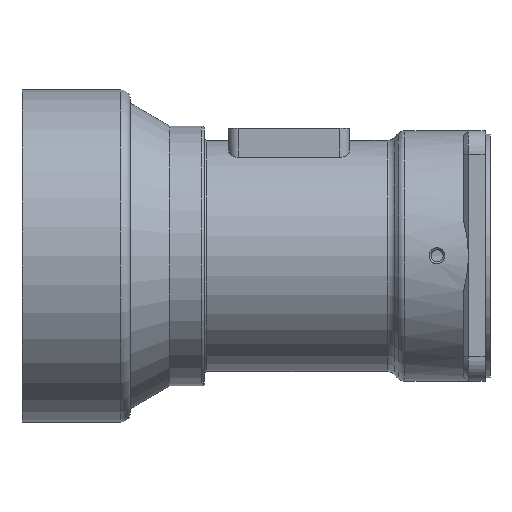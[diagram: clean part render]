
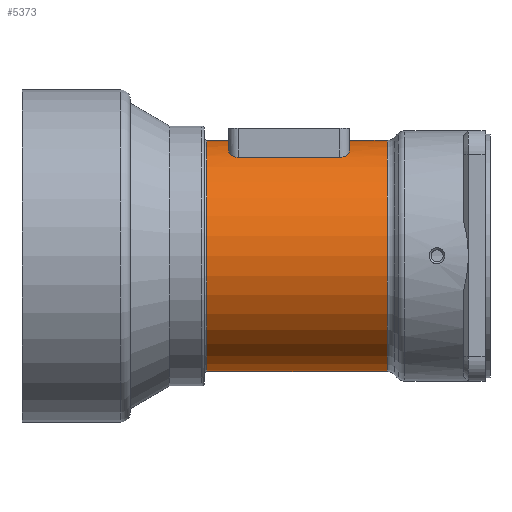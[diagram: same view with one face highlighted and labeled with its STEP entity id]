
A CAD part, top view. The second image highlights one B-rep face of the part: STEP entity #5373.
In plain terms, the highlighted cylindrical face has radius 24 mm (diameter 48 mm), a partial arc.
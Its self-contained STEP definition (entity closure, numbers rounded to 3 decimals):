
#69 = CARTESIAN_POINT ( 'NONE',  ( 45., 20.488, 12.5 ) ) ;
#104 = LINE ( 'NONE', #5751, #5540 ) ;
#114 = VERTEX_POINT ( 'NONE', #2593 ) ;
#316 = B_SPLINE_CURVE_WITH_KNOTS ( 'NONE', 3,
 ( #5950, #5881, #2382, #4487, #4861, #5919, #6536, #2824, #4453, #5363, #697, #3851, #4393, #2783, #2864, #1835, #775, #5504 ),
 .UNSPECIFIED., .F., .F.,
 ( 4, 2, 2, 2, 2, 2, 2, 2, 4 ),
 ( 0.01, 0.01, 0.011, 0.011, 0.012, 0.012, 0.012, 0.013, 0.013 ),
 .UNSPECIFIED. ) ;
#383 = VERTEX_POINT ( 'NONE', #4125 ) ;
#387 = VERTEX_POINT ( 'NONE', #1541 ) ;
#445 = CIRCLE ( 'NONE', #5126, 24. ) ;
#517 = AXIS2_PLACEMENT_3D ( 'NONE', #4194, #3209, #6156 ) ;
#695 = CIRCLE ( 'NONE', #2456, 24. ) ;
#697 = CARTESIAN_POINT ( 'NONE',  ( 67.268, 20.754, 12.053 ) ) ;
#738 = CIRCLE ( 'NONE', #517, 24. ) ;
#754 = CARTESIAN_POINT ( 'NONE',  ( 75.89, -24., 0. ) ) ;
#775 = CARTESIAN_POINT ( 'NONE',  ( 66.142, 20.488, 12.5 ) ) ;
#804 = DIRECTION ( 'NONE',  ( 0., 0., -1. ) ) ;
#816 = ORIENTED_EDGE ( 'NONE', *, *, #2666, .T. ) ;
#853 = DIRECTION ( 'NONE',  ( -1., 0., 0. ) ) ;
#858 = VECTOR ( 'NONE', #853, 1000. ) ;
#1014 = CARTESIAN_POINT ( 'NONE',  ( 43.724, 20.75, 12.061 ) ) ;
#1087 = ORIENTED_EDGE ( 'NONE', *, *, #4971, .T. ) ;
#1182 = EDGE_CURVE ( 'NONE', #387, #383, #2742, .T. ) ;
#1353 = DIRECTION ( 'NONE',  ( 0., -1., 0. ) ) ;
#1370 = EDGE_CURVE ( 'NONE', #114, #6184, #445, .T. ) ;
#1541 = CARTESIAN_POINT ( 'NONE',  ( 68., 24., 0. ) ) ;
#1622 = ORIENTED_EDGE ( 'NONE', *, *, #2929, .T. ) ;
#1636 = VERTEX_POINT ( 'NONE', #754 ) ;
#1715 = ORIENTED_EDGE ( 'NONE', *, *, #1370, .T. ) ;
#1721 = CARTESIAN_POINT ( 'NONE',  ( -58.967, 0., 0. ) ) ;
#1784 = ORIENTED_EDGE ( 'NONE', *, *, #2950, .T. ) ;
#1835 = CARTESIAN_POINT ( 'NONE',  ( 66.283, 20.497, 12.485 ) ) ;
#1905 = CARTESIAN_POINT ( 'NONE',  ( 43., 0., 0. ) ) ;
#1930 = VERTEX_POINT ( 'NONE', #4297 ) ;
#1938 = CARTESIAN_POINT ( 'NONE',  ( 66., 20.488, 12.5 ) ) ;
#2083 = CARTESIAN_POINT ( 'NONE',  ( -58.967, -24., 0. ) ) ;
#2152 = CARTESIAN_POINT ( 'NONE',  ( 44.859, 20.488, 12.5 ) ) ;
#2254 = VERTEX_POINT ( 'NONE', #4136 ) ;
#2373 = FACE_OUTER_BOUND ( 'NONE', #3699, .T. ) ;
#2382 = CARTESIAN_POINT ( 'NONE',  ( 67.988, 21.458, 10.75 ) ) ;
#2456 = AXIS2_PLACEMENT_3D ( 'NONE', #5432, #3980, #1353 ) ;
#2498 = CARTESIAN_POINT ( 'NONE',  ( -58.967, 24., 0. ) ) ;
#2567 = DIRECTION ( 'NONE',  ( -1., 0., 0. ) ) ;
#2593 = CARTESIAN_POINT ( 'NONE',  ( 43., 21.581, 10.5 ) ) ;
#2631 = CARTESIAN_POINT ( 'NONE',  ( 45., 20.488, 12.5 ) ) ;
#2666 = EDGE_CURVE ( 'NONE', #1930, #387, #3290, .T. ) ;
#2694 = CARTESIAN_POINT ( 'NONE',  ( 44.449, 20.532, 12.428 ) ) ;
#2716 = ORIENTED_EDGE ( 'NONE', *, *, #5916, .F. ) ;
#2742 = CIRCLE ( 'NONE', #5458, 24. ) ;
#2768 = EDGE_CURVE ( 'NONE', #6184, #2254, #5615, .T. ) ;
#2782 = CARTESIAN_POINT ( 'NONE',  ( 68., 0., 0. ) ) ;
#2783 = CARTESIAN_POINT ( 'NONE',  ( 66.686, 20.558, 12.384 ) ) ;
#2824 = CARTESIAN_POINT ( 'NONE',  ( 67.622, 20.968, 11.677 ) ) ;
#2862 = DIRECTION ( 'NONE',  ( 1., 0., 0. ) ) ;
#2864 = CARTESIAN_POINT ( 'NONE',  ( 66.556, 20.533, 12.426 ) ) ;
#2929 = EDGE_CURVE ( 'NONE', #5118, #5987, #104, .T. ) ;
#2950 = EDGE_CURVE ( 'NONE', #5987, #114, #3440, .T. ) ;
#3021 = DIRECTION ( 'NONE',  ( 0., 0., 1. ) ) ;
#3154 = ORIENTED_EDGE ( 'NONE', *, *, #1182, .T. ) ;
#3209 = DIRECTION ( 'NONE',  ( -1., 0., 0. ) ) ;
#3269 = LINE ( 'NONE', #2083, #5510 ) ;
#3290 = LINE ( 'NONE', #6413, #4351 ) ;
#3440 = B_SPLINE_CURVE_WITH_KNOTS ( 'NONE', 3,
 ( #69, #2152, #4232, #2694, #4765, #3722, #1014, #5143, #4092, #6710, #5788, #3624, #4198, #5713 ),
 .UNSPECIFIED., .F., .F.,
 ( 4, 2, 2, 2, 2, 2, 4 ),
 ( 0., 0., 0.001, 0.002, 0.002, 0.003, 0.003 ),
 .UNSPECIFIED. ) ;
#3624 = CARTESIAN_POINT ( 'NONE',  ( 43.047, 21.333, 10.999 ) ) ;
#3699 = EDGE_LOOP ( 'NONE', ( #4670, #816, #3154, #1087, #1622, #1784, #1715, #6204, #2716, #6014 ) ) ;
#3722 = CARTESIAN_POINT ( 'NONE',  ( 43.944, 20.657, 12.22 ) ) ;
#3760 = VERTEX_POINT ( 'NONE', #5186 ) ;
#3851 = CARTESIAN_POINT ( 'NONE',  ( 67.052, 20.665, 12.206 ) ) ;
#3980 = DIRECTION ( 'NONE',  ( -1., 0., 0. ) ) ;
#4092 = CARTESIAN_POINT ( 'NONE',  ( 43.378, 20.968, 11.677 ) ) ;
#4125 = CARTESIAN_POINT ( 'NONE',  ( 68., 21.581, 10.5 ) ) ;
#4136 = CARTESIAN_POINT ( 'NONE',  ( 38.368, 24., 0. ) ) ;
#4194 = CARTESIAN_POINT ( 'NONE',  ( 38.368, 0., 0. ) ) ;
#4198 = CARTESIAN_POINT ( 'NONE',  ( 43., 21.458, 10.753 ) ) ;
#4232 = CARTESIAN_POINT ( 'NONE',  ( 44.72, 20.497, 12.485 ) ) ;
#4297 = CARTESIAN_POINT ( 'NONE',  ( 75.89, 24., 0. ) ) ;
#4311 = DIRECTION ( 'NONE',  ( -1., 0., 0. ) ) ;
#4351 = VECTOR ( 'NONE', #6374, 1000. ) ;
#4393 = CARTESIAN_POINT ( 'NONE',  ( 66.933, 20.624, 12.274 ) ) ;
#4453 = CARTESIAN_POINT ( 'NONE',  ( 67.542, 20.91, 11.78 ) ) ;
#4487 = CARTESIAN_POINT ( 'NONE',  ( 67.942, 21.333, 10.996 ) ) ;
#4670 = ORIENTED_EDGE ( 'NONE', *, *, #6403, .T. ) ;
#4765 = CARTESIAN_POINT ( 'NONE',  ( 44.316, 20.558, 12.384 ) ) ;
#4852 = DIRECTION ( 'NONE',  ( 0., -1., 0. ) ) ;
#4861 = CARTESIAN_POINT ( 'NONE',  ( 67.906, 21.27, 11.118 ) ) ;
#4875 = EDGE_CURVE ( 'NONE', #1636, #3760, #3269, .T. ) ;
#4971 = EDGE_CURVE ( 'NONE', #383, #5118, #316, .T. ) ;
#5118 = VERTEX_POINT ( 'NONE', #1938 ) ;
#5126 = AXIS2_PLACEMENT_3D ( 'NONE', #1905, #6629, #3021 ) ;
#5143 = CARTESIAN_POINT ( 'NONE',  ( 43.457, 20.911, 11.779 ) ) ;
#5186 = CARTESIAN_POINT ( 'NONE',  ( 38.368, -24., 0. ) ) ;
#5363 = CARTESIAN_POINT ( 'NONE',  ( 67.365, 20.804, 11.967 ) ) ;
#5373 = ADVANCED_FACE ( 'NONE', ( #2373 ), #5466, .T. ) ;
#5432 = CARTESIAN_POINT ( 'NONE',  ( 75.89, 0., 0. ) ) ;
#5458 = AXIS2_PLACEMENT_3D ( 'NONE', #2782, #2862, #804 ) ;
#5466 = CYLINDRICAL_SURFACE ( 'NONE', #5844, 24. ) ;
#5504 = CARTESIAN_POINT ( 'NONE',  ( 66., 20.488, 12.5 ) ) ;
#5510 = VECTOR ( 'NONE', #6358, 1000. ) ;
#5540 = VECTOR ( 'NONE', #2567, 1000. ) ;
#5615 = LINE ( 'NONE', #2498, #858 ) ;
#5713 = CARTESIAN_POINT ( 'NONE',  ( 43., 21.581, 10.5 ) ) ;
#5751 = CARTESIAN_POINT ( 'NONE',  ( -58.967, 20.488, 12.5 ) ) ;
#5788 = CARTESIAN_POINT ( 'NONE',  ( 43.186, 21.146, 11.351 ) ) ;
#5844 = AXIS2_PLACEMENT_3D ( 'NONE', #1721, #4311, #4852 ) ;
#5881 = CARTESIAN_POINT ( 'NONE',  ( 68., 21.52, 10.626 ) ) ;
#5916 = EDGE_CURVE ( 'NONE', #3760, #2254, #738, .T. ) ;
#5919 = CARTESIAN_POINT ( 'NONE',  ( 67.814, 21.146, 11.351 ) ) ;
#5950 = CARTESIAN_POINT ( 'NONE',  ( 68., 21.581, 10.5 ) ) ;
#5987 = VERTEX_POINT ( 'NONE', #2631 ) ;
#5992 = CARTESIAN_POINT ( 'NONE',  ( 43., 24., 0. ) ) ;
#6014 = ORIENTED_EDGE ( 'NONE', *, *, #4875, .F. ) ;
#6156 = DIRECTION ( 'NONE',  ( 0., -1., 0. ) ) ;
#6184 = VERTEX_POINT ( 'NONE', #5992 ) ;
#6204 = ORIENTED_EDGE ( 'NONE', *, *, #2768, .T. ) ;
#6358 = DIRECTION ( 'NONE',  ( -1., 0., 0. ) ) ;
#6374 = DIRECTION ( 'NONE',  ( -1., 0., 0. ) ) ;
#6403 = EDGE_CURVE ( 'NONE', #1636, #1930, #695, .T. ) ;
#6413 = CARTESIAN_POINT ( 'NONE',  ( -58.967, 24., 0. ) ) ;
#6536 = CARTESIAN_POINT ( 'NONE',  ( 67.757, 21.086, 11.463 ) ) ;
#6629 = DIRECTION ( 'NONE',  ( -1., 0., 0. ) ) ;
#6710 = CARTESIAN_POINT ( 'NONE',  ( 43.243, 21.086, 11.463 ) ) ;
